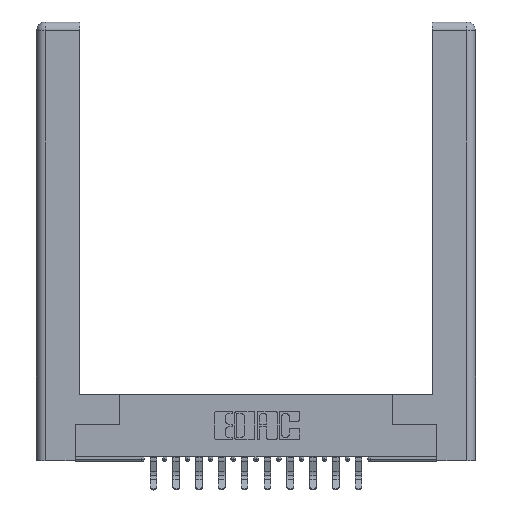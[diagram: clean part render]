
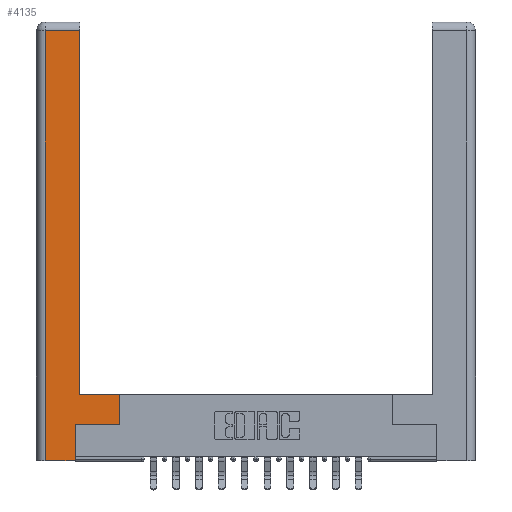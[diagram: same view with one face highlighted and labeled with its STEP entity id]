
A CAD part, top view. The second image highlights one B-rep face of the part: STEP entity #4135.
In plain terms, the highlighted planar face has unit normal (0, 0, 1).
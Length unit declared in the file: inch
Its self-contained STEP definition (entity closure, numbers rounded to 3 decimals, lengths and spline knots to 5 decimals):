
#148 = ORIENTED_EDGE ( 'NONE', *, *, #6457, .T. ) ;
#175 = VECTOR ( 'NONE', #871, 39.37008 ) ;
#871 = DIRECTION ( 'NONE',  ( 0., 1., 0. ) ) ;
#1438 = VECTOR ( 'NONE', #15915, 39.37008 ) ;
#1443 = LINE ( 'NONE', #10059, #11238 ) ;
#1563 = DIRECTION ( 'NONE',  ( 0., -1., 0. ) ) ;
#1567 = ORIENTED_EDGE ( 'NONE', *, *, #5958, .T. ) ;
#2099 = DIRECTION ( 'NONE',  ( -1., 0., 0. ) ) ;
#2227 = EDGE_CURVE ( 'NONE', #16502, #3044, #4966, .T. ) ;
#2559 = LINE ( 'NONE', #10079, #3415 ) ;
#2801 = VECTOR ( 'NONE', #13349, 39.37008 ) ;
#2834 = CARTESIAN_POINT ( 'NONE',  ( 0.0615, 2.94, 0. ) ) ;
#3044 = VERTEX_POINT ( 'NONE', #10117 ) ;
#3415 = VECTOR ( 'NONE', #15397, 39.37008 ) ;
#3439 = CARTESIAN_POINT ( 'NONE',  ( 0.265, 0., 0. ) ) ;
#3479 = EDGE_LOOP ( 'NONE', ( #148, #7512, #8032, #5996, #1567, #8657, #13032, #3555 ) ) ;
#3555 = ORIENTED_EDGE ( 'NONE', *, *, #2227, .T. ) ;
#4080 = LINE ( 'NONE', #10620, #2801 ) ;
#4135 = ADVANCED_FACE ( 'NONE', ( #14499 ), #10260, .F. ) ;
#4802 = EDGE_CURVE ( 'NONE', #15459, #6606, #8750, .T. ) ;
#4966 = LINE ( 'NONE', #17014, #7551 ) ;
#5958 = EDGE_CURVE ( 'NONE', #6606, #7766, #8932, .T. ) ;
#5996 = ORIENTED_EDGE ( 'NONE', *, *, #4802, .T. ) ;
#6034 = CARTESIAN_POINT ( 'NONE',  ( 0.0615, 2.94, 0. ) ) ;
#6176 = AXIS2_PLACEMENT_3D ( 'NONE', #10440, #6297, #15807 ) ;
#6297 = DIRECTION ( 'NONE',  ( 0., 0., -1. ) ) ;
#6457 = EDGE_CURVE ( 'NONE', #3044, #7177, #14643, .T. ) ;
#6606 = VERTEX_POINT ( 'NONE', #16213 ) ;
#7168 = DIRECTION ( 'NONE',  ( -1., 0., 0. ) ) ;
#7177 = VERTEX_POINT ( 'NONE', #9385 ) ;
#7512 = ORIENTED_EDGE ( 'NONE', *, *, #17089, .T. ) ;
#7551 = VECTOR ( 'NONE', #2099, 39.37008 ) ;
#7766 = VERTEX_POINT ( 'NONE', #13652 ) ;
#7830 = LINE ( 'NONE', #6034, #11047 ) ;
#8032 = ORIENTED_EDGE ( 'NONE', *, *, #11318, .T. ) ;
#8657 = ORIENTED_EDGE ( 'NONE', *, *, #9160, .T. ) ;
#8750 = LINE ( 'NONE', #3439, #9171 ) ;
#8932 = LINE ( 'NONE', #12991, #175 ) ;
#9049 = CARTESIAN_POINT ( 'NONE',  ( 0.295, 3., 0. ) ) ;
#9160 = EDGE_CURVE ( 'NONE', #7766, #16705, #4080, .T. ) ;
#9171 = VECTOR ( 'NONE', #16850, 39.37008 ) ;
#9249 = CARTESIAN_POINT ( 'NONE',  ( 0.565, 0.245, 0. ) ) ;
#9385 = CARTESIAN_POINT ( 'NONE',  ( 0.295, 2.94, 0. ) ) ;
#10059 = CARTESIAN_POINT ( 'NONE',  ( 0.0615, 0., 0. ) ) ;
#10079 = CARTESIAN_POINT ( 'NONE',  ( 0.565, 0.45, 0. ) ) ;
#10117 = CARTESIAN_POINT ( 'NONE',  ( 0.295, 0.45, 0. ) ) ;
#10260 = PLANE ( 'NONE',  #6176 ) ;
#10440 = CARTESIAN_POINT ( 'NONE',  ( 0., 0., 0. ) ) ;
#10620 = CARTESIAN_POINT ( 'NONE',  ( 0.565, 0.245, 0. ) ) ;
#11047 = VECTOR ( 'NONE', #7168, 39.37008 ) ;
#11238 = VECTOR ( 'NONE', #1563, 39.37008 ) ;
#11318 = EDGE_CURVE ( 'NONE', #12195, #15459, #1443, .T. ) ;
#12195 = VERTEX_POINT ( 'NONE', #2834 ) ;
#12991 = CARTESIAN_POINT ( 'NONE',  ( 0.265, 0.245, 0. ) ) ;
#13032 = ORIENTED_EDGE ( 'NONE', *, *, #15486, .T. ) ;
#13349 = DIRECTION ( 'NONE',  ( 1., 0., 0. ) ) ;
#13652 = CARTESIAN_POINT ( 'NONE',  ( 0.265, 0.245, 0. ) ) ;
#14408 = CARTESIAN_POINT ( 'NONE',  ( 0.0615, 0., 0. ) ) ;
#14499 = FACE_OUTER_BOUND ( 'NONE', #3479, .T. ) ;
#14643 = LINE ( 'NONE', #9049, #1438 ) ;
#14936 = CARTESIAN_POINT ( 'NONE',  ( 0.565, 0.45, 0. ) ) ;
#15397 = DIRECTION ( 'NONE',  ( 0., 1., 0. ) ) ;
#15459 = VERTEX_POINT ( 'NONE', #14408 ) ;
#15486 = EDGE_CURVE ( 'NONE', #16705, #16502, #2559, .T. ) ;
#15807 = DIRECTION ( 'NONE',  ( -1., 0., 0. ) ) ;
#15915 = DIRECTION ( 'NONE',  ( 0., 1., 0. ) ) ;
#16213 = CARTESIAN_POINT ( 'NONE',  ( 0.265, 0., 0. ) ) ;
#16502 = VERTEX_POINT ( 'NONE', #14936 ) ;
#16705 = VERTEX_POINT ( 'NONE', #9249 ) ;
#16850 = DIRECTION ( 'NONE',  ( 1., 0., 0. ) ) ;
#17014 = CARTESIAN_POINT ( 'NONE',  ( 0.295, 0.45, 0. ) ) ;
#17089 = EDGE_CURVE ( 'NONE', #7177, #12195, #7830, .T. ) ;
